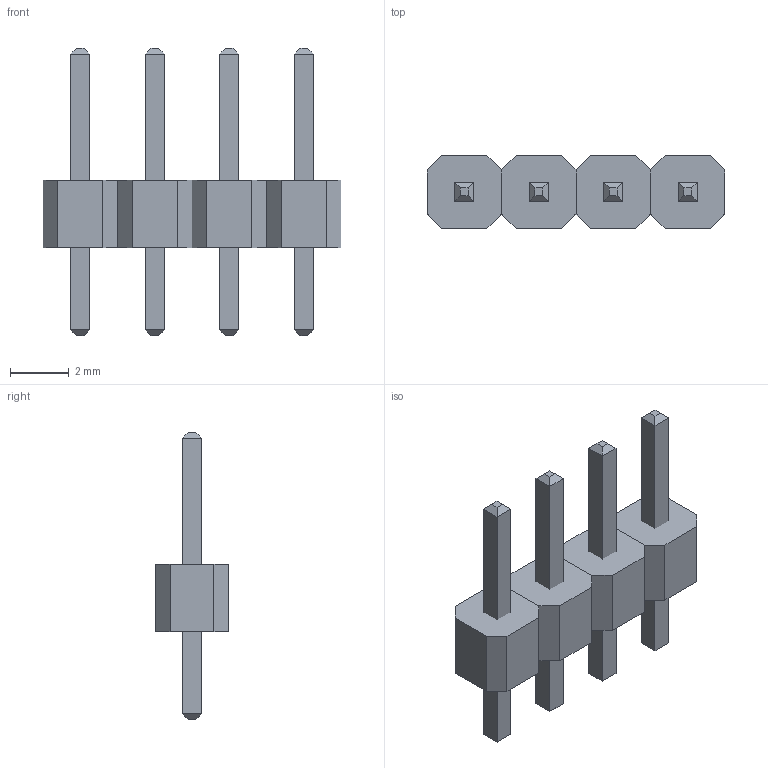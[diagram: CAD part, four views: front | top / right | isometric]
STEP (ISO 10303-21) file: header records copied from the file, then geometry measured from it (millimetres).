
FILE_DESCRIPTION(/* description */ (''),/* implementation_level */ '2;1');
FILE_NAME(/* name */ 'Connector-Breakaway-Header-2.54x0.66mm-4.step',/* time_stamp */ '2023-10-24T22:15:51+02:00',/* author */ (''),/* organization */ (''),/* preprocessor_version */ 'ST-DEVELOPER v20',/* originating_system */ 'Autodesk Translation Framework v12.14.0.127',/* authorisation */ '');
FILE_SCHEMA (('AUTOMOTIVE_DESIGN { 1 0 10303 214 3 1 1 }'));
Length unit declared in the file: millimetre
Products named in the file (7): Connector-Breakaway-Header-2.54x0.66mm-4; Connector-Breakaway-Header-2.54x0.66mm-1 v20; Connector-Breakaway-Header-2.54x0.66mm-1 v20_1; Connector-Breakaway-Header-2.54x0.66mm-1 v20_2; Connector-Breakaway-Header-2.54x0.66mm-1 v20_3; Body; Lead
Assembly tree (12 placements, depth 3):
  Connector-Breakaway-Header-2.54x0.66mm-4
    Connector-Breakaway-Header-2.54x0.66mm-1 v20
      Body
      Lead
    Connector-Breakaway-Header-2.54x0.66mm-1 v20_1
      Body
      Lead
    Connector-Breakaway-Header-2.54x0.66mm-1 v20_2
      Body
      Lead
    Connector-Breakaway-Header-2.54x0.66mm-1 v20_3
      Body
      Lead
Bounding box: 10.16 x 2.5 x 9.8 mm (x, y, z)
Volume: 70.6 mm3; surface area: 232.7 mm2
Topology: 8 solids, 8 shells, 96 faces, 208 edges, 128 vertices
Faces by surface type: plane 96
Entity records: 875 total; most frequent: DIRECTION 140, CARTESIAN_POINT 128, ORIENTED_EDGE 104, LINE 52, VECTOR 52, EDGE_CURVE 52, AXIS2_PLACEMENT_3D 44, VERTEX_POINT 32
